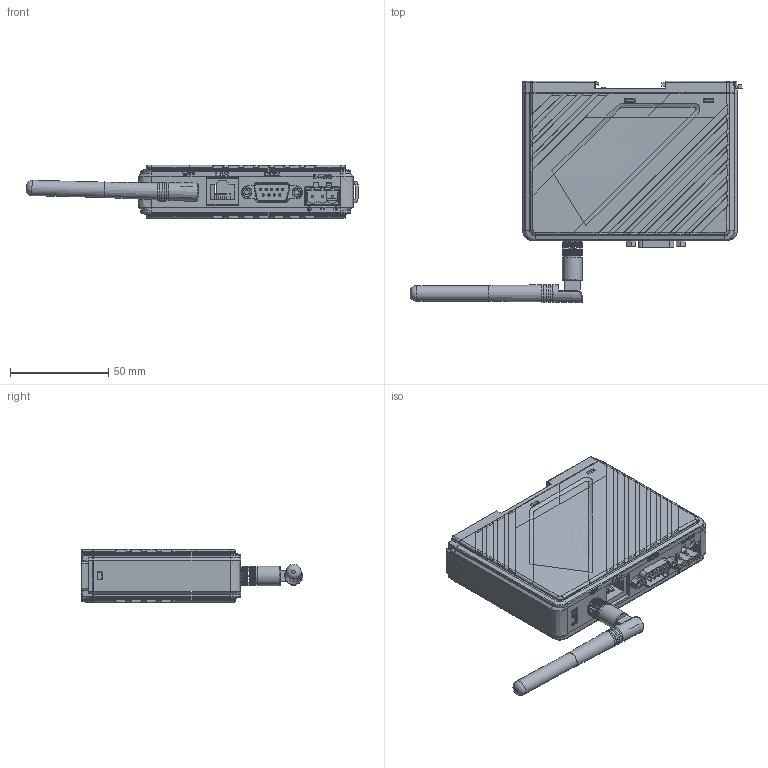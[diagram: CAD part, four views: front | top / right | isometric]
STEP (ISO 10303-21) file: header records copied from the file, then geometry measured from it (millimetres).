
FILE_DESCRIPTION (( 'STEP AP214' ), '1' );
FILE_NAME ('cMT-G02_221006.STEP', '2022-11-07T09:57:09', ( '' ), ( '' ), 'SwSTEP 2.0', 'SolidWorks 2019', '' );
FILE_SCHEMA (( 'AUTOMOTIVE_DESIGN' ));
Length unit declared in the file: millimetre
Products named in the file (1): cMT-G02_221006
Bounding box: 168.75 x 112.36 x 27.17 mm (x, y, z)
Surface area: 56108 mm2 (no closed solid volume)
Topology: 0 solids, 54 shells, 994 faces, 4401 edges, 3386 vertices
Faces by surface type: plane 647, cylinder 190, cone 84, torus 40, bspline 30, sphere 3
Full cylindrical faces by diameter (mm): 0.5 x7, 1 x3, 1.2 x9, 2.4 x2, 7.8 x1, 9 x2, 10 x1
Entity records: 60182 total; most frequent: CARTESIAN_POINT 15758, ORIENTED_EDGE 6452, DIRECTION 6258, EDGE_CURVE 4312, VERTEX_POINT 3359, LINE 3060, VECTOR 3060, AXIS2_PLACEMENT_3D 1599
